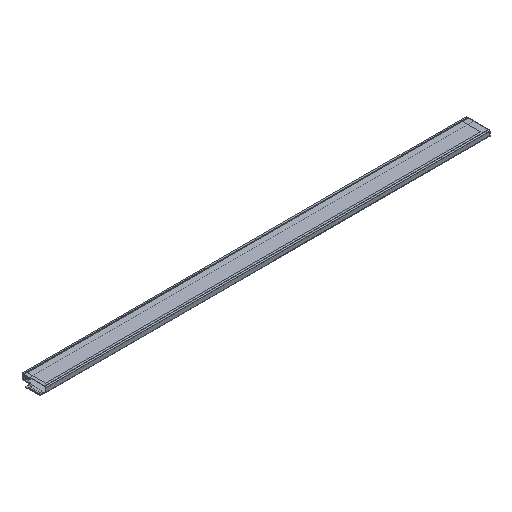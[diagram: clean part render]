
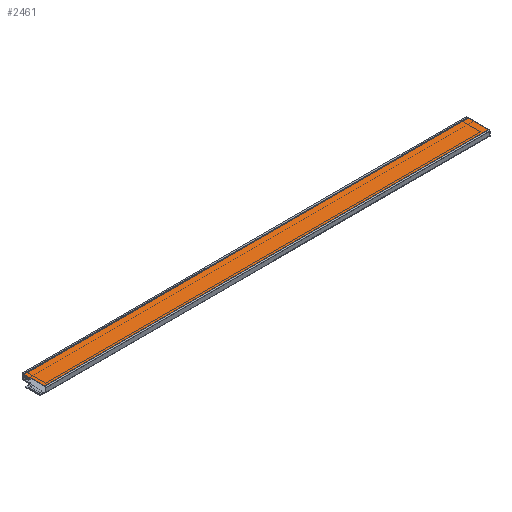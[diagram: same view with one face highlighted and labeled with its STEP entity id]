
A CAD part, isometric view. The second image highlights one B-rep face of the part: STEP entity #2461.
In plain terms, the highlighted planar face has unit normal (0, 0, 1).
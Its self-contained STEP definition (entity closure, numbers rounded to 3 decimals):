
#202 = DIRECTION ( 'NONE',  ( 0., -1., 0. ) ) ;
#204 = ORIENTED_EDGE ( 'NONE', *, *, #1850, .T. ) ;
#259 = LINE ( 'NONE', #753, #2299 ) ;
#402 = CARTESIAN_POINT ( 'NONE',  ( 269.9, 13.4, 0. ) ) ;
#460 = LINE ( 'NONE', #2539, #2458 ) ;
#542 = CARTESIAN_POINT ( 'NONE',  ( 269.9, 0., 0. ) ) ;
#613 = CARTESIAN_POINT ( 'NONE',  ( -2., 13.4, 0. ) ) ;
#623 = CARTESIAN_POINT ( 'NONE',  ( -2., 0.7, 0. ) ) ;
#648 = AXIS2_PLACEMENT_3D ( 'NONE', #2604, #916, #2412 ) ;
#753 = CARTESIAN_POINT ( 'NONE',  ( -2., 13.4, 0. ) ) ;
#865 = LINE ( 'NONE', #2597, #1387 ) ;
#916 = DIRECTION ( 'NONE',  ( 0., 0., -1. ) ) ;
#970 = ORIENTED_EDGE ( 'NONE', *, *, #2590, .T. ) ;
#989 = DIRECTION ( 'NONE',  ( 0., 1., 0. ) ) ;
#1115 = VERTEX_POINT ( 'NONE', #613 ) ;
#1160 = EDGE_LOOP ( 'NONE', ( #204, #1761, #970, #1533 ) ) ;
#1169 = VERTEX_POINT ( 'NONE', #623 ) ;
#1202 = EDGE_CURVE ( 'NONE', #1115, #1169, #460, .T. ) ;
#1223 = VERTEX_POINT ( 'NONE', #402 ) ;
#1268 = FACE_OUTER_BOUND ( 'NONE', #1160, .T. ) ;
#1387 = VECTOR ( 'NONE', #2147, 1000. ) ;
#1417 = LINE ( 'NONE', #542, #1474 ) ;
#1474 = VECTOR ( 'NONE', #989, 1000. ) ;
#1533 = ORIENTED_EDGE ( 'NONE', *, *, #1202, .T. ) ;
#1690 = CARTESIAN_POINT ( 'NONE',  ( 269.9, 0.7, 0. ) ) ;
#1703 = EDGE_CURVE ( 'NONE', #2234, #1223, #1417, .T. ) ;
#1761 = ORIENTED_EDGE ( 'NONE', *, *, #1703, .T. ) ;
#1850 = EDGE_CURVE ( 'NONE', #1169, #2234, #865, .T. ) ;
#2147 = DIRECTION ( 'NONE',  ( 1., 0., 0. ) ) ;
#2234 = VERTEX_POINT ( 'NONE', #1690 ) ;
#2299 = VECTOR ( 'NONE', #2658, 1000. ) ;
#2412 = DIRECTION ( 'NONE',  ( -1., 0., 0. ) ) ;
#2458 = VECTOR ( 'NONE', #202, 1000. ) ;
#2461 = ADVANCED_FACE ( 'NONE', ( #1268 ), #2627, .F. ) ;
#2539 = CARTESIAN_POINT ( 'NONE',  ( -2., 0., 0. ) ) ;
#2590 = EDGE_CURVE ( 'NONE', #1223, #1115, #259, .T. ) ;
#2597 = CARTESIAN_POINT ( 'NONE',  ( -2., 0.7, 0. ) ) ;
#2604 = CARTESIAN_POINT ( 'NONE',  ( 0., 0., 0. ) ) ;
#2627 = PLANE ( 'NONE',  #648 ) ;
#2658 = DIRECTION ( 'NONE',  ( -1., 0., 0. ) ) ;
